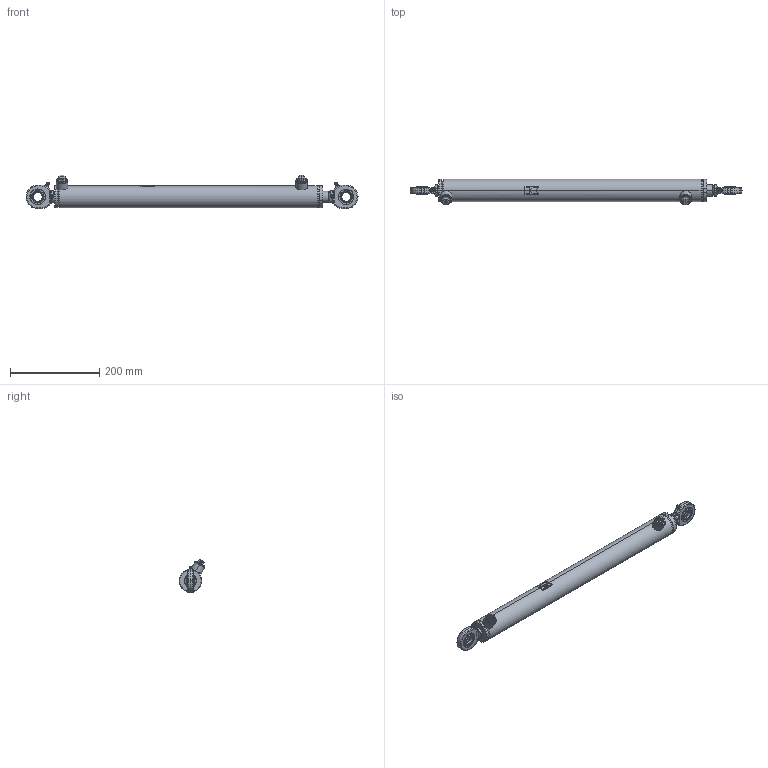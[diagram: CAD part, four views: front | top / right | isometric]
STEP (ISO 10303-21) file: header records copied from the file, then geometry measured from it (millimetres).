
FILE_DESCRIPTION (( 'STEP AP214' ), '1' );
FILE_NAME ('CFGCY0068979-Cylinder.step', '2024-10-16T11:17:34', ( 'Kramp IT' ), ( 'Kramp' ), 'SwSTEP 2.0', 'SolidWorks 2021', '' );
FILE_SCHEMA (( 'AUTOMOTIVE_DESIGN' ));
Length unit declared in the file: millimetre
Products named in the file (21): DS2904004VM_Simplified; DS2904013025VM_Simplified; CFGCY0068979-Cylinder; GK20DOGN-RD; DS2904004_Simplified; Tube-MA_Simplified; DS2904013025_Simplified; MATE-AID; Rod_Simplified; GK20DOGN; DC3904001; DS2904015; GK20DOGN-EC; Rod-WA_Simplified; SP06M; Tube-WA_Simplified; Tube_Simplified; GK20DO; GN61180; LSN06E
Assembly tree (22 placements, depth 5):
  CFGCY0068979-Cylinder
    Tube-WA_Simplified
      Tube-MA_Simplified
        Tube_Simplified
        LSN06E
      LSN06E
      DC3904001
        DC3904001
      GK20DOGN-EC
        GK20DOGN
          GK20DO
          GN61180
    Rod-WA_Simplified
      Rod_Simplified
      GK20DOGN-RD
        GK20DOGN
          GK20DO
          GN61180
    DS2904013025VM_Simplified
      DS2904013025_Simplified
    DS2904004VM_Simplified
      DS2904004_Simplified
    DS2904015
    SP06M  x2
  MATE-AID
Bounding box: 744.99 x 57.01 x 74.78 mm (x, y, z)
Volume: 877328.3 mm3; surface area: 279248.8 mm2
Topology: 20 solids, 20 shells, 644 faces, 1510 edges, 932 vertices
Faces by surface type: cylinder 185, plane 185, cone 122, bspline 116, torus 32, sphere 4
Entity records: 18819 total; most frequent: CARTESIAN_POINT 6193, DIRECTION 1994, ORIENTED_EDGE 1842, EDGE_CURVE 921, AXIS2_PLACEMENT_3D 814, VERTEX_POINT 573, EDGE_LOOP 460, CIRCLE 437
